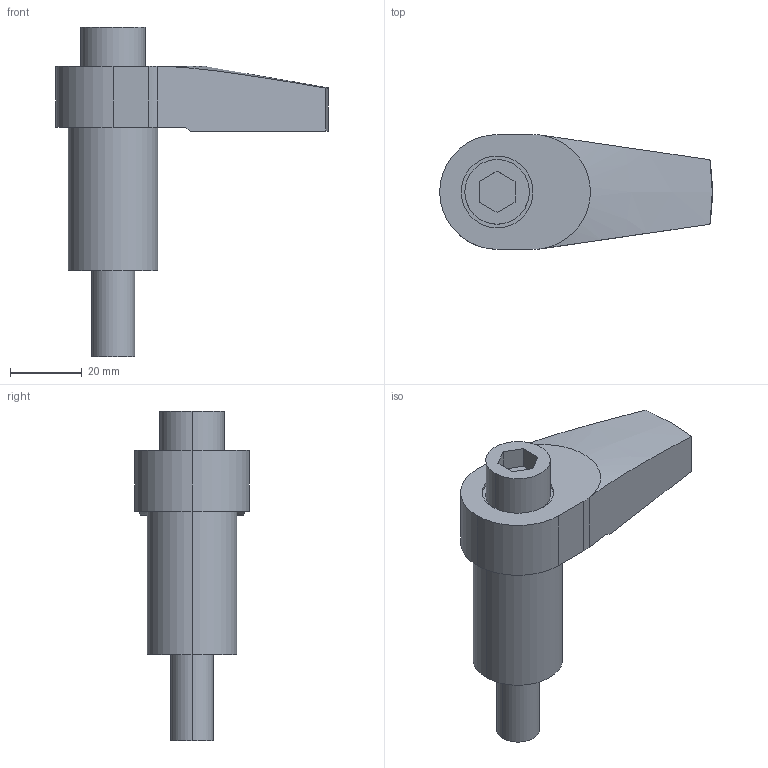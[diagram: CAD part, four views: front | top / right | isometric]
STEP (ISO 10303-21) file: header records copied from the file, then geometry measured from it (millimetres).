
FILE_DESCRIPTION (( 'STEP AP203' ), '1' );
FILE_NAME ('bj130-12060.STEP', '2021-10-25T01:08:32', ( '' ), ( '' ), 'SwSTEP 2.0', 'SolidWorks 2020', '' );
FILE_SCHEMA (( 'CONFIG_CONTROL_DESIGN' ));
Length unit declared in the file: millimetre
Products named in the file (3): bj130-12060_01; bj130-12060_02; bj130-12060
Assembly tree (2 placements, depth 2):
  bj130-12060
    bj130-12060_01
    bj130-12060_02
Bounding box: 76 x 32 x 92 mm (x, y, z)
Volume: 54357.7 mm3; surface area: 16688.5 mm2
Topology: 2 solids, 2 shells, 37 faces, 85 edges, 56 vertices
Faces by surface type: plane 19, cylinder 16, cone 2
Entity records: 1391 total; most frequent: CARTESIAN_POINT 221, DIRECTION 196, ORIENTED_EDGE 170, EDGE_CURVE 85, AXIS2_PLACEMENT_3D 75, VERTEX_POINT 56, VECTOR 46, LINE 46
